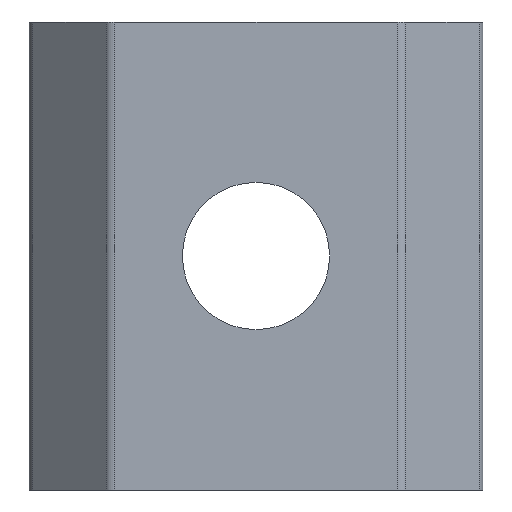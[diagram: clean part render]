
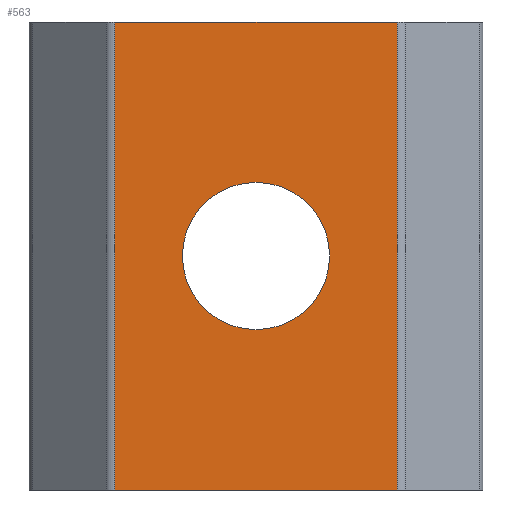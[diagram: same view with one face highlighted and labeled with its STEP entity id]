
A CAD part, front view. The second image highlights one B-rep face of the part: STEP entity #563.
In plain terms, the highlighted planar face has unit normal (0, -1, 0).
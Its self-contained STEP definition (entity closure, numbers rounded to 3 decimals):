
#15=FACE_BOUND('',#87,.T.);
#23=PLANE('',#626);
#57=FACE_OUTER_BOUND('',#86,.T.);
#86=EDGE_LOOP('',(#462,#463,#464,#465));
#87=EDGE_LOOP('',(#466,#467));
#107=CIRCLE('',#599,2.518);
#108=CIRCLE('',#600,2.518);
#157=LINE('',#921,#211);
#162=LINE('',#938,#216);
#163=LINE('',#941,#217);
#164=LINE('',#942,#218);
#211=VECTOR('',#730,10.);
#216=VECTOR('',#749,10.);
#217=VECTOR('',#752,10.);
#218=VECTOR('',#753,10.);
#249=VERTEX_POINT('',#842);
#250=VERTEX_POINT('',#844);
#279=VERTEX_POINT('',#918);
#280=VERTEX_POINT('',#920);
#285=VERTEX_POINT('',#936);
#286=VERTEX_POINT('',#940);
#307=EDGE_CURVE('',#250,#249,#107,.T.);
#308=EDGE_CURVE('',#249,#250,#108,.T.);
#345=EDGE_CURVE('',#280,#279,#157,.T.);
#354=EDGE_CURVE('',#280,#285,#162,.T.);
#355=EDGE_CURVE('',#286,#279,#163,.T.);
#356=EDGE_CURVE('',#285,#286,#164,.T.);
#462=ORIENTED_EDGE('',*,*,#354,.F.);
#463=ORIENTED_EDGE('',*,*,#345,.T.);
#464=ORIENTED_EDGE('',*,*,#355,.F.);
#465=ORIENTED_EDGE('',*,*,#356,.F.);
#466=ORIENTED_EDGE('',*,*,#307,.T.);
#467=ORIENTED_EDGE('',*,*,#308,.T.);
#563=ADVANCED_FACE('',(#57,#15),#23,.T.);
#599=AXIS2_PLACEMENT_3D('',#845,#664,#665);
#600=AXIS2_PLACEMENT_3D('',#846,#666,#667);
#626=AXIS2_PLACEMENT_3D('',#939,#750,#751);
#664=DIRECTION('center_axis',(0.,1.,0.));
#665=DIRECTION('ref_axis',(-1.,0.,0.));
#666=DIRECTION('center_axis',(0.,1.,0.));
#667=DIRECTION('ref_axis',(-1.,0.,0.));
#730=DIRECTION('',(1.,0.,0.));
#749=DIRECTION('',(0.,0.,1.));
#750=DIRECTION('center_axis',(0.,-1.,0.));
#751=DIRECTION('ref_axis',(1.,0.,0.));
#752=DIRECTION('',(0.,0.,-1.));
#753=DIRECTION('',(1.,0.,0.));
#842=CARTESIAN_POINT('',(7.036,-0.857,5.483));
#844=CARTESIAN_POINT('',(9.554,-0.857,8.));
#845=CARTESIAN_POINT('Origin',(7.036,-0.857,8.));
#846=CARTESIAN_POINT('Origin',(7.036,-0.857,8.));
#918=CARTESIAN_POINT('',(11.871,-0.857,0.));
#920=CARTESIAN_POINT('',(2.202,-0.857,0.));
#921=CARTESIAN_POINT('',(2.036,-0.857,0.));
#936=CARTESIAN_POINT('',(2.202,-0.857,16.));
#938=CARTESIAN_POINT('',(2.202,-0.857,0.));
#939=CARTESIAN_POINT('Origin',(2.036,-0.857,0.));
#940=CARTESIAN_POINT('',(11.871,-0.857,16.));
#941=CARTESIAN_POINT('',(11.871,-0.857,0.));
#942=CARTESIAN_POINT('',(2.036,-0.857,16.));
